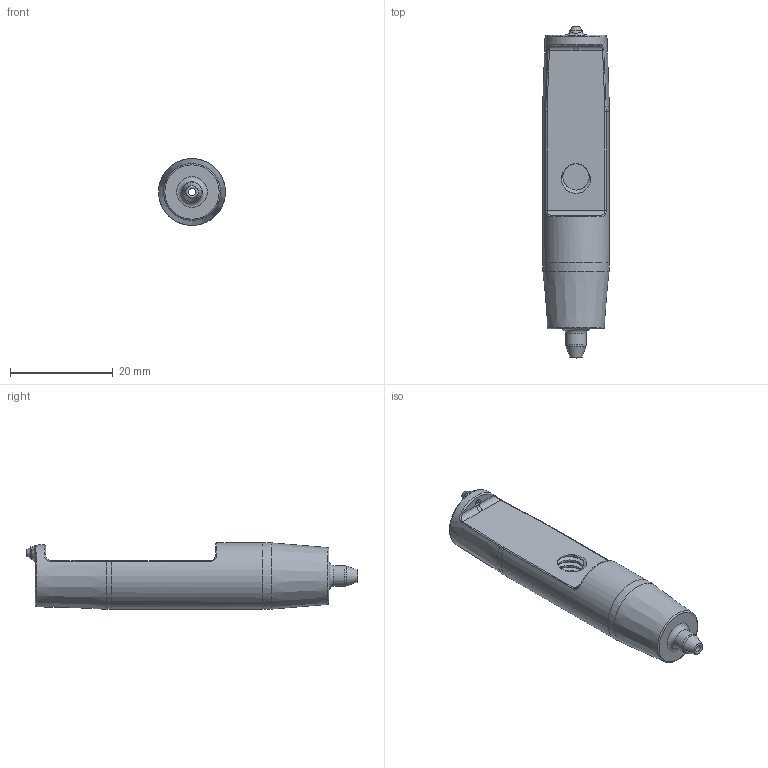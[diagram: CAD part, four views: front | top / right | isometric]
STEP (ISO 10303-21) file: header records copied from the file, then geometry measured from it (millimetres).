
FILE_DESCRIPTION(/* description */ (''),/* implementation_level */ '2;1');
FILE_NAME(/* name */ 'Variable Calibrator Top v13.step',/* time_stamp */ '2025-05-08T12:44:45-07:00',/* author */ (''),/* organization */ (''),/* preprocessor_version */ 'ST-DEVELOPER v20.1',/* originating_system */ 'Autodesk Translation Framework v14.4.0.0',/* authorisation */ '');
FILE_SCHEMA (('AUTOMOTIVE_DESIGN { 1 0 10303 214 3 1 1 }'));
Length unit declared in the file: millimetre
Products named in the file (1): Variable Calibrator Top
Bounding box: 13 x 64.46 x 13 mm (x, y, z)
Volume: 6109.3 mm3; surface area: 2900.1 mm2
Topology: 1 solids, 1 shells, 64 faces, 177 edges, 112 vertices
Faces by surface type: cylinder 25, bspline 20, torus 9, plane 6, cone 4
Full cylindrical faces by diameter (mm): 0.75 x1, 1.4 x2, 4 x1, 5.116 x2, 6.35 x1, 13 x1
Entity records: 3838 total; most frequent: CARTESIAN_POINT 2323, ORIENTED_EDGE 354, DIRECTION 258, EDGE_CURVE 177, AXIS2_PLACEMENT_3D 115, VERTEX_POINT 112, B_SPLINE_CURVE_WITH_KNOTS 78, CIRCLE 70
